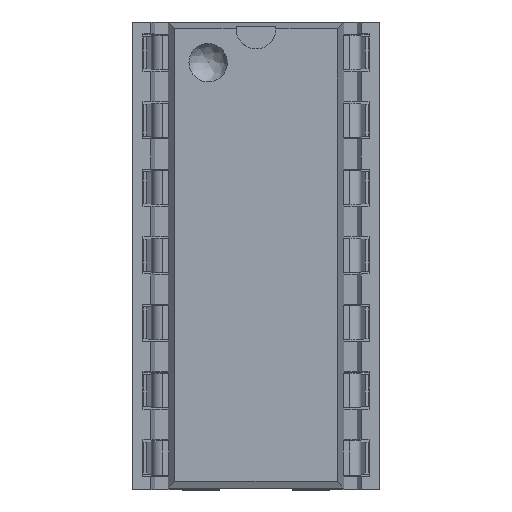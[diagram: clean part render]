
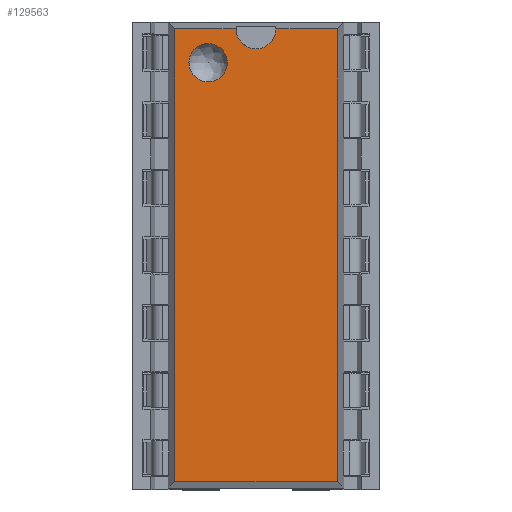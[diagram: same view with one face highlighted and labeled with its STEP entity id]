
A CAD part, top view. The second image highlights one B-rep face of the part: STEP entity #129563.
In plain terms, the highlighted free-form (B-spline) face has degree [1, 1] with [2, 2] control points.
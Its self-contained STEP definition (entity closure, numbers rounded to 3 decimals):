
#129247 = VERTEX_POINT('',#129248);
#129248 = CARTESIAN_POINT('',(0.972,-20.616,
    9.554));
#129253 = EDGE_CURVE('',#129254,#129247,#129256,.T.);
#129254 = VERTEX_POINT('',#129255);
#129255 = CARTESIAN_POINT('',(8.774,-20.616,
    9.554));
#129256 = B_SPLINE_CURVE_WITH_KNOTS('',1,(#129257,#129258),
  .UNSPECIFIED.,.F.,.F.,(2,2),(0.,6.1),.PIECEWISE_BEZIER_KNOTS.);
#129257 = CARTESIAN_POINT('',(8.774,-20.616,
    9.554));
#129258 = CARTESIAN_POINT('',(0.972,-20.616,
    9.554));
#129548 = VERTEX_POINT('',#129549);
#129549 = CARTESIAN_POINT('',(0.972,1.128,
    9.554));
#129554 = EDGE_CURVE('',#129247,#129548,#129555,.T.);
#129555 = B_SPLINE_CURVE_WITH_KNOTS('',1,(#129556,#129557),
  .UNSPECIFIED.,.F.,.F.,(2,2),(0.,17.),.PIECEWISE_BEZIER_KNOTS.);
#129556 = CARTESIAN_POINT('',(0.972,-20.616,
    9.554));
#129557 = CARTESIAN_POINT('',(0.972,1.128,
    9.554));
#129563 = ADVANCED_FACE('',(#129564,#129597),#129611,.T.);
#129564 = FACE_BOUND('',#129565,.T.);
#129565 = EDGE_LOOP('',(#129566,#129567,#129574,#129581,#129591,#129596)
  );
#129566 = ORIENTED_EDGE('',*,*,#129253,.F.);
#129567 = ORIENTED_EDGE('',*,*,#129568,.F.);
#129568 = EDGE_CURVE('',#129569,#129254,#129571,.T.);
#129569 = VERTEX_POINT('',#129570);
#129570 = CARTESIAN_POINT('',(8.774,1.128,
    9.554));
#129571 = B_SPLINE_CURVE_WITH_KNOTS('',1,(#129572,#129573),
  .UNSPECIFIED.,.F.,.F.,(2,2),(0.,17.),.PIECEWISE_BEZIER_KNOTS.);
#129572 = CARTESIAN_POINT('',(8.774,1.128,
    9.554));
#129573 = CARTESIAN_POINT('',(8.774,-20.616,
    9.554));
#129574 = ORIENTED_EDGE('',*,*,#129575,.F.);
#129575 = EDGE_CURVE('',#129576,#129569,#129578,.T.);
#129576 = VERTEX_POINT('',#129577);
#129577 = CARTESIAN_POINT('',(5.832,1.128,
    9.554));
#129578 = B_SPLINE_CURVE_WITH_KNOTS('',1,(#129579,#129580),
  .UNSPECIFIED.,.F.,.F.,(2,2),(3.8,6.1),.PIECEWISE_BEZIER_KNOTS.);
#129579 = CARTESIAN_POINT('',(5.832,1.128,
    9.554));
#129580 = CARTESIAN_POINT('',(8.774,1.128,
    9.554));
#129581 = ORIENTED_EDGE('',*,*,#129582,.F.);
#129582 = EDGE_CURVE('',#129583,#129576,#129585,.T.);
#129583 = VERTEX_POINT('',#129584);
#129584 = CARTESIAN_POINT('',(3.914,1.128,
    9.554));
#129585 = ( BOUNDED_CURVE() B_SPLINE_CURVE(2,(#129586,#129587,#129588,
#129589,#129590),.UNSPECIFIED.,.F.,.F.) B_SPLINE_CURVE_WITH_KNOTS((3,2,3
    ),(1.571,3.142,4.712),
.PIECEWISE_BEZIER_KNOTS.) CURVE() GEOMETRIC_REPRESENTATION_ITEM() 
RATIONAL_B_SPLINE_CURVE((1.,0.707,1.,0.707,1.)) 
REPRESENTATION_ITEM('') );
#129586 = CARTESIAN_POINT('',(3.914,1.128,
    9.554));
#129587 = CARTESIAN_POINT('',(3.914,0.169,
    9.554));
#129588 = CARTESIAN_POINT('',(4.873,0.169,
    9.554));
#129589 = CARTESIAN_POINT('',(5.832,0.169,
    9.554));
#129590 = CARTESIAN_POINT('',(5.832,1.128,
    9.554));
#129591 = ORIENTED_EDGE('',*,*,#129592,.F.);
#129592 = EDGE_CURVE('',#129548,#129583,#129593,.T.);
#129593 = B_SPLINE_CURVE_WITH_KNOTS('',1,(#129594,#129595),
  .UNSPECIFIED.,.F.,.F.,(2,2),(0.,2.3),.PIECEWISE_BEZIER_KNOTS.);
#129594 = CARTESIAN_POINT('',(0.972,1.128,
    9.554));
#129595 = CARTESIAN_POINT('',(3.914,1.128,
    9.554));
#129596 = ORIENTED_EDGE('',*,*,#129554,.F.);
#129597 = FACE_BOUND('',#129598,.T.);
#129598 = EDGE_LOOP('',(#129599));
#129599 = ORIENTED_EDGE('',*,*,#129600,.F.);
#129600 = EDGE_CURVE('',#129601,#129601,#129603,.T.);
#129601 = VERTEX_POINT('',#129602);
#129602 = CARTESIAN_POINT('',(1.65,-0.496,
    9.554));
#129603 = ( BOUNDED_CURVE() B_SPLINE_CURVE(2,(#129604,#129605,#129606,
    #129607,#129608,#129609,#129610),.UNSPECIFIED.,.T.,.F.) 
B_SPLINE_CURVE_WITH_KNOTS((1,2,2,2,2,1),(-2.094,0.,
    2.094,4.189,6.283,8.378),
.UNSPECIFIED.) CURVE() GEOMETRIC_REPRESENTATION_ITEM() 
RATIONAL_B_SPLINE_CURVE((1.,0.5,1.,0.5,1.,0.5,1.)) REPRESENTATION_ITEM(
  '') );
#129604 = CARTESIAN_POINT('',(1.65,-0.496,
    9.554));
#129605 = CARTESIAN_POINT('',(1.65,-2.091,
    9.554));
#129606 = CARTESIAN_POINT('',(3.031,-1.294,
    9.554));
#129607 = CARTESIAN_POINT('',(4.413,-0.496,
    9.554));
#129608 = CARTESIAN_POINT('',(3.031,0.301,
    9.554));
#129609 = CARTESIAN_POINT('',(1.65,1.099,
    9.554));
#129610 = CARTESIAN_POINT('',(1.65,-0.496,
    9.554));
#129611 = B_SPLINE_SURFACE_WITH_KNOTS('',1,1,(
    (#129612,#129613)
    ,(#129614,#129615
    )),.UNSPECIFIED.,.F.,.F.,.F.,(2,2),(2,2),(0.,18.061),(
    -5.742,5.742),.PIECEWISE_BEZIER_KNOTS.);
#129612 = CARTESIAN_POINT('',(15.686,-18.135,
    9.554));
#129613 = CARTESIAN_POINT('',(1.862,-23.096,
    9.554));
#129614 = CARTESIAN_POINT('',(7.884,3.609,
    9.554));
#129615 = CARTESIAN_POINT('',(-5.94,-1.352,
    9.554));
